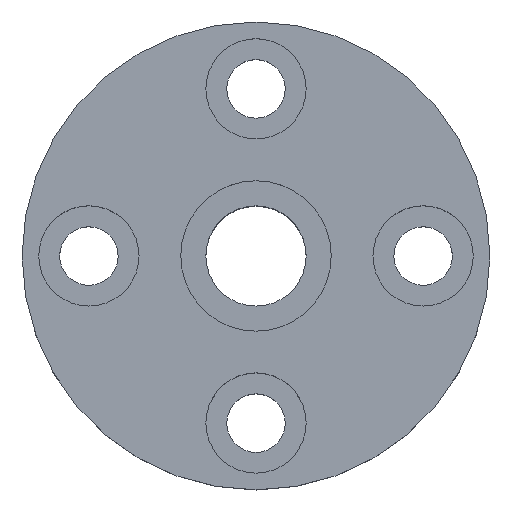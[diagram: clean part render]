
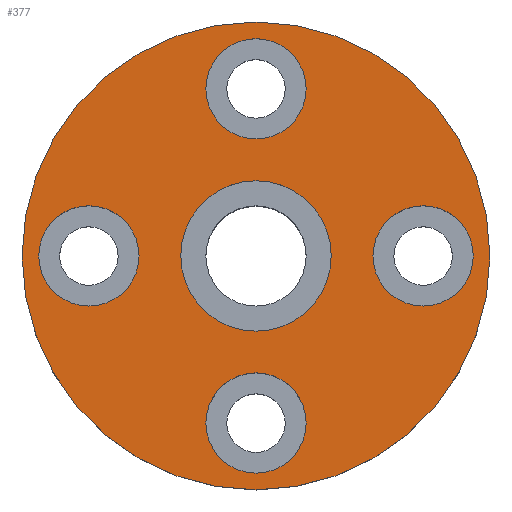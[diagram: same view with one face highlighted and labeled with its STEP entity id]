
A CAD part, top view. The second image highlights one B-rep face of the part: STEP entity #377.
In plain terms, the highlighted planar face has unit normal (0, 0, 1).
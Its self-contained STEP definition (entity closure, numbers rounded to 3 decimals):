
#22=PLANE('',#424);
#37=ORIENTED_EDGE('',*,*,#109,.T.);
#38=ORIENTED_EDGE('',*,*,#110,.T.);
#39=ORIENTED_EDGE('',*,*,#111,.T.);
#40=ORIENTED_EDGE('',*,*,#112,.T.);
#41=ORIENTED_EDGE('',*,*,#113,.T.);
#42=ORIENTED_EDGE('',*,*,#107,.F.);
#107=EDGE_CURVE('',#143,#143,#179,.T.);
#109=EDGE_CURVE('',#145,#145,#181,.T.);
#110=EDGE_CURVE('',#146,#146,#182,.F.);
#111=EDGE_CURVE('',#147,#147,#183,.T.);
#112=EDGE_CURVE('',#148,#148,#184,.T.);
#113=EDGE_CURVE('',#149,#149,#185,.T.);
#143=VERTEX_POINT('',#630);
#145=VERTEX_POINT('',#635);
#146=VERTEX_POINT('',#637);
#147=VERTEX_POINT('',#639);
#148=VERTEX_POINT('',#641);
#149=VERTEX_POINT('',#643);
#179=CIRCLE('',#422,14.);
#181=CIRCLE('',#425,4.5);
#182=CIRCLE('',#426,3.);
#183=CIRCLE('',#427,3.);
#184=CIRCLE('',#428,3.);
#185=CIRCLE('',#429,3.);
#217=EDGE_LOOP('',(#37));
#218=EDGE_LOOP('',(#38));
#219=EDGE_LOOP('',(#39));
#220=EDGE_LOOP('',(#40));
#221=EDGE_LOOP('',(#41));
#222=EDGE_LOOP('',(#42));
#289=FACE_BOUND('',#217,.T.);
#290=FACE_BOUND('',#218,.T.);
#291=FACE_BOUND('',#219,.T.);
#292=FACE_BOUND('',#220,.T.);
#293=FACE_BOUND('',#221,.T.);
#294=FACE_BOUND('',#222,.T.);
#377=ADVANCED_FACE('',(#289,#290,#291,#292,#293,#294),#22,.T.);
#422=AXIS2_PLACEMENT_3D('',#629,#493,#494);
#424=AXIS2_PLACEMENT_3D('',#633,#497,#498);
#425=AXIS2_PLACEMENT_3D('',#634,#499,#500);
#426=AXIS2_PLACEMENT_3D('',#636,#501,#502);
#427=AXIS2_PLACEMENT_3D('',#638,#503,#504);
#428=AXIS2_PLACEMENT_3D('',#640,#505,#506);
#429=AXIS2_PLACEMENT_3D('',#642,#507,#508);
#493=DIRECTION('',(0.,0.,-1.));
#494=DIRECTION('',(-1.,0.,0.));
#497=DIRECTION('',(0.,0.,1.));
#498=DIRECTION('',(1.,0.,0.));
#499=DIRECTION('',(0.,0.,-1.));
#500=DIRECTION('',(-1.,0.,0.));
#501=DIRECTION('',(0.,0.,1.));
#502=DIRECTION('',(1.,0.,0.));
#503=DIRECTION('',(0.,0.,-1.));
#504=DIRECTION('',(-1.,0.,0.));
#505=DIRECTION('',(0.,0.,-1.));
#506=DIRECTION('',(-1.,0.,0.));
#507=DIRECTION('',(0.,0.,-1.));
#508=DIRECTION('',(-1.,0.,0.));
#629=CARTESIAN_POINT('',(0.,0.,0.));
#630=CARTESIAN_POINT('',(-14.,0.,0.));
#633=CARTESIAN_POINT('',(0.,14.,0.));
#634=CARTESIAN_POINT('',(0.,0.,0.));
#635=CARTESIAN_POINT('',(-4.5,0.,0.));
#636=CARTESIAN_POINT('',(0.,10.,0.));
#637=CARTESIAN_POINT('',(3.,10.,0.));
#638=CARTESIAN_POINT('',(-10.,0.,0.));
#639=CARTESIAN_POINT('',(-13.,0.,0.));
#640=CARTESIAN_POINT('',(0.,-10.,0.));
#641=CARTESIAN_POINT('',(-3.,-10.,0.));
#642=CARTESIAN_POINT('',(10.,0.,0.));
#643=CARTESIAN_POINT('',(7.,0.,0.));
